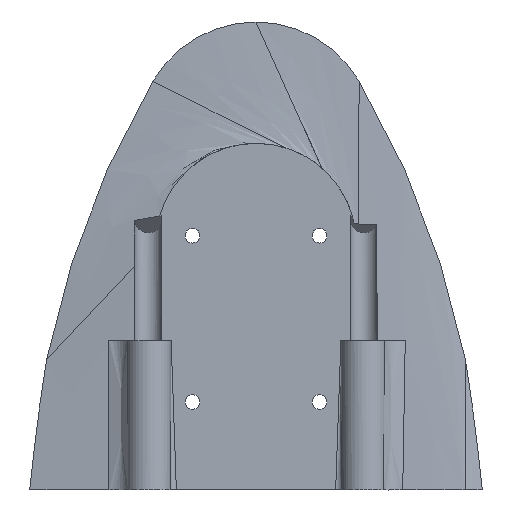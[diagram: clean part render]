
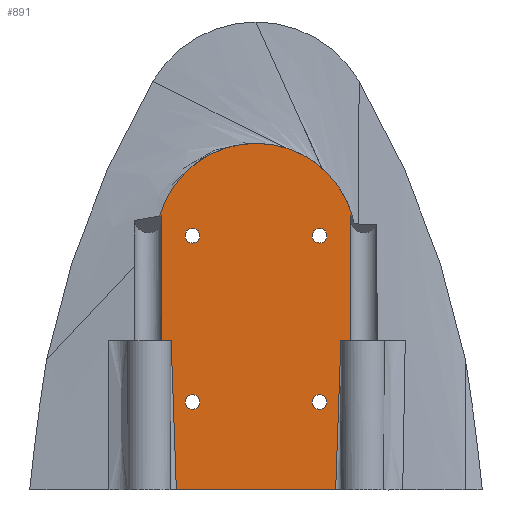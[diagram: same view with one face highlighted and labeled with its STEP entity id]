
A CAD part, front view. The second image highlights one B-rep face of the part: STEP entity #891.
In plain terms, the highlighted planar face has unit normal (0, -1, 0).
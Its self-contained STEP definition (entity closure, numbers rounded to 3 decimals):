
#59=FACE_BOUND('',#137,.T.);
#60=FACE_BOUND('',#138,.T.);
#61=FACE_BOUND('',#139,.T.);
#62=FACE_BOUND('',#140,.T.);
#80=FACE_OUTER_BOUND('',#136,.T.);
#136=EDGE_LOOP('',(#644,#645,#646,#647,#648,#649,#650,#651,#652,#653,#654,
#655,#656));
#137=EDGE_LOOP('',(#657));
#138=EDGE_LOOP('',(#658));
#139=EDGE_LOOP('',(#659));
#140=EDGE_LOOP('',(#660));
#199=CIRCLE('',#975,32.5);
#200=CIRCLE('',#976,32.5);
#201=CIRCLE('',#977,2.381);
#202=CIRCLE('',#978,2.381);
#203=CIRCLE('',#979,2.381);
#204=CIRCLE('',#980,2.381);
#250=B_SPLINE_CURVE_WITH_KNOTS('',3,(#1704,#1705,#1706,#1707,#1708),
 .UNSPECIFIED.,.F.,.F.,(4,1,4),(-2.,0.772,2.852),
 .UNSPECIFIED.);
#251=B_SPLINE_CURVE_WITH_KNOTS('',3,(#1732,#1733,#1734,#1735,#1736),
 .UNSPECIFIED.,.F.,.F.,(4,1,4),(-2.852,-0.772,2.),
 .UNSPECIFIED.);
#277=LINE('',#1399,#321);
#284=LINE('',#1713,#328);
#285=LINE('',#1715,#329);
#286=LINE('',#1717,#330);
#287=LINE('',#1719,#331);
#288=LINE('',#1725,#332);
#289=LINE('',#1727,#333);
#290=LINE('',#1729,#334);
#291=LINE('',#1731,#335);
#321=VECTOR('',#1055,10.);
#328=VECTOR('',#1098,10.);
#329=VECTOR('',#1099,10.);
#330=VECTOR('',#1100,10.);
#331=VECTOR('',#1101,10.);
#332=VECTOR('',#1106,10.);
#333=VECTOR('',#1107,10.);
#334=VECTOR('',#1108,10.);
#335=VECTOR('',#1109,10.);
#370=VERTEX_POINT('',#1339);
#371=VERTEX_POINT('',#1398);
#392=VERTEX_POINT('',#1698);
#393=VERTEX_POINT('',#1712);
#394=VERTEX_POINT('',#1714);
#395=VERTEX_POINT('',#1716);
#396=VERTEX_POINT('',#1718);
#397=VERTEX_POINT('',#1720);
#398=VERTEX_POINT('',#1722);
#399=VERTEX_POINT('',#1724);
#400=VERTEX_POINT('',#1726);
#401=VERTEX_POINT('',#1728);
#402=VERTEX_POINT('',#1730);
#403=VERTEX_POINT('',#1737);
#404=VERTEX_POINT('',#1739);
#405=VERTEX_POINT('',#1741);
#406=VERTEX_POINT('',#1743);
#459=EDGE_CURVE('',#371,#370,#277,.T.);
#488=EDGE_CURVE('',#392,#370,#250,.T.);
#490=EDGE_CURVE('',#392,#393,#284,.T.);
#491=EDGE_CURVE('',#393,#394,#285,.T.);
#492=EDGE_CURVE('',#394,#395,#286,.T.);
#493=EDGE_CURVE('',#396,#395,#287,.T.);
#494=EDGE_CURVE('',#396,#397,#199,.T.);
#495=EDGE_CURVE('',#397,#398,#200,.T.);
#496=EDGE_CURVE('',#399,#398,#288,.T.);
#497=EDGE_CURVE('',#399,#400,#289,.T.);
#498=EDGE_CURVE('',#400,#401,#290,.T.);
#499=EDGE_CURVE('',#401,#402,#291,.T.);
#500=EDGE_CURVE('',#371,#402,#251,.T.);
#501=EDGE_CURVE('',#403,#403,#201,.T.);
#502=EDGE_CURVE('',#404,#404,#202,.T.);
#503=EDGE_CURVE('',#405,#405,#203,.T.);
#504=EDGE_CURVE('',#406,#406,#204,.T.);
#644=ORIENTED_EDGE('',*,*,#459,.T.);
#645=ORIENTED_EDGE('',*,*,#488,.F.);
#646=ORIENTED_EDGE('',*,*,#490,.T.);
#647=ORIENTED_EDGE('',*,*,#491,.T.);
#648=ORIENTED_EDGE('',*,*,#492,.T.);
#649=ORIENTED_EDGE('',*,*,#493,.F.);
#650=ORIENTED_EDGE('',*,*,#494,.T.);
#651=ORIENTED_EDGE('',*,*,#495,.T.);
#652=ORIENTED_EDGE('',*,*,#496,.F.);
#653=ORIENTED_EDGE('',*,*,#497,.T.);
#654=ORIENTED_EDGE('',*,*,#498,.T.);
#655=ORIENTED_EDGE('',*,*,#499,.T.);
#656=ORIENTED_EDGE('',*,*,#500,.F.);
#657=ORIENTED_EDGE('',*,*,#501,.T.);
#658=ORIENTED_EDGE('',*,*,#502,.T.);
#659=ORIENTED_EDGE('',*,*,#503,.T.);
#660=ORIENTED_EDGE('',*,*,#504,.T.);
#866=PLANE('',#974);
#891=ADVANCED_FACE('',(#80,#59,#60,#61,#62),#866,.F.);
#974=AXIS2_PLACEMENT_3D('',#1711,#1096,#1097);
#975=AXIS2_PLACEMENT_3D('',#1721,#1102,#1103);
#976=AXIS2_PLACEMENT_3D('',#1723,#1104,#1105);
#977=AXIS2_PLACEMENT_3D('',#1738,#1110,#1111);
#978=AXIS2_PLACEMENT_3D('',#1740,#1112,#1113);
#979=AXIS2_PLACEMENT_3D('',#1742,#1114,#1115);
#980=AXIS2_PLACEMENT_3D('',#1744,#1116,#1117);
#1055=DIRECTION('',(1.,0.,0.));
#1096=DIRECTION('center_axis',(0.,1.,0.));
#1097=DIRECTION('ref_axis',(0.,0.,1.));
#1098=DIRECTION('',(1.,0.,0.));
#1099=DIRECTION('',(0.,0.,1.));
#1100=DIRECTION('',(0.,0.,1.));
#1101=DIRECTION('',(-1.,0.,0.));
#1102=DIRECTION('center_axis',(0.,-1.,0.));
#1103=DIRECTION('ref_axis',(1.,0.,0.));
#1104=DIRECTION('center_axis',(0.,-1.,0.));
#1105=DIRECTION('ref_axis',(1.,0.,0.));
#1106=DIRECTION('',(-1.,0.,0.));
#1107=DIRECTION('',(0.,0.,-1.));
#1108=DIRECTION('',(0.,0.,-1.));
#1109=DIRECTION('',(1.,0.,0.));
#1110=DIRECTION('center_axis',(0.,1.,0.));
#1111=DIRECTION('ref_axis',(1.,0.,0.));
#1112=DIRECTION('center_axis',(0.,1.,0.));
#1113=DIRECTION('ref_axis',(1.,0.,0.));
#1114=DIRECTION('center_axis',(0.,1.,0.));
#1115=DIRECTION('ref_axis',(1.,0.,0.));
#1116=DIRECTION('center_axis',(0.,1.,0.));
#1117=DIRECTION('ref_axis',(1.,0.,0.));
#1339=CARTESIAN_POINT('',(25.484,-4.,136.483));
#1398=CARTESIAN_POINT('',(-26.267,-4.,136.483));
#1399=CARTESIAN_POINT('',(-51.051,-4.,136.483));
#1698=CARTESIAN_POINT('',(27.175,-4.,185.));
#1704=CARTESIAN_POINT('Ctrl Pts',(27.175,-4.,185.));
#1705=CARTESIAN_POINT('Ctrl Pts',(27.175,-4.,175.759));
#1706=CARTESIAN_POINT('Ctrl Pts',(26.709,-4.,159.586));
#1707=CARTESIAN_POINT('Ctrl Pts',(25.865,-4.,143.414));
#1708=CARTESIAN_POINT('Ctrl Pts',(25.484,-4.,136.483));
#1711=CARTESIAN_POINT('Origin',(-0.338,-4.,24.63));
#1712=CARTESIAN_POINT('',(30.221,-4.,185.));
#1713=CARTESIAN_POINT('',(17.152,-4.,185.));
#1714=CARTESIAN_POINT('',(30.221,-4.,210.));
#1715=CARTESIAN_POINT('',(30.221,-4.,192.5));
#1716=CARTESIAN_POINT('',(30.221,-4.,225.49));
#1717=CARTESIAN_POINT('',(30.221,-4.,192.5));
#1718=CARTESIAN_POINT('',(30.862,-4.,225.49));
#1719=CARTESIAN_POINT('',(17.135,-4.,225.49));
#1720=CARTESIAN_POINT('',(-15.391,-4.,245.407));
#1721=CARTESIAN_POINT('Origin',(-0.391,-4.,216.575));
#1722=CARTESIAN_POINT('',(-31.644,-4.,225.49));
#1723=CARTESIAN_POINT('Origin',(-0.391,-4.,216.575));
#1724=CARTESIAN_POINT('',(-31.004,-4.,225.49));
#1725=CARTESIAN_POINT('',(-17.865,-4.,225.49));
#1726=CARTESIAN_POINT('',(-31.004,-4.,210.));
#1727=CARTESIAN_POINT('',(-31.004,-4.,192.5));
#1728=CARTESIAN_POINT('',(-31.004,-4.,185.));
#1729=CARTESIAN_POINT('',(-31.004,-4.,192.5));
#1730=CARTESIAN_POINT('',(-27.959,-4.,185.));
#1731=CARTESIAN_POINT('',(-17.881,-4.,185.));
#1732=CARTESIAN_POINT('Ctrl Pts',(-26.267,-4.,136.483));
#1733=CARTESIAN_POINT('Ctrl Pts',(-26.648,-4.,143.414));
#1734=CARTESIAN_POINT('Ctrl Pts',(-27.492,-4.,159.586));
#1735=CARTESIAN_POINT('Ctrl Pts',(-27.959,-4.,175.759));
#1736=CARTESIAN_POINT('Ctrl Pts',(-27.959,-4.,185.));
#1737=CARTESIAN_POINT('',(17.865,-4.,165.1));
#1738=CARTESIAN_POINT('Origin',(20.247,-4.,165.1));
#1739=CARTESIAN_POINT('',(-23.41,-4.,165.1));
#1740=CARTESIAN_POINT('Origin',(-21.028,-4.,165.1));
#1741=CARTESIAN_POINT('',(-23.41,-4.,219.075));
#1742=CARTESIAN_POINT('Origin',(-21.028,-4.,219.075));
#1743=CARTESIAN_POINT('',(17.865,-4.,219.075));
#1744=CARTESIAN_POINT('Origin',(20.247,-4.,219.075));
